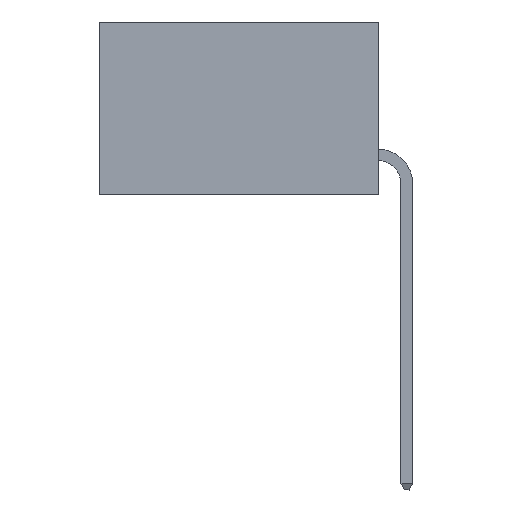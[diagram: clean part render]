
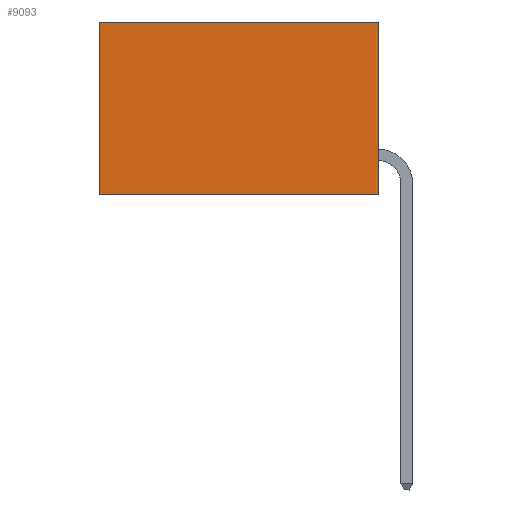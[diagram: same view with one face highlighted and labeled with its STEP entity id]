
A CAD part, left-side view. The second image highlights one B-rep face of the part: STEP entity #9093.
In plain terms, the highlighted planar face has unit normal (-1, 0, 0).
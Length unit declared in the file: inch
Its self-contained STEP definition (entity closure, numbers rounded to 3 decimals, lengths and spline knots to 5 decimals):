
#814 = EDGE_LOOP ( 'NONE', ( #5710, #9890, #10478, #11764 ) ) ;
#1609 = CARTESIAN_POINT ( 'NONE',  ( 0.298, 0.6, 0. ) ) ;
#2177 = LINE ( 'NONE', #4682, #9718 ) ;
#2918 = VERTEX_POINT ( 'NONE', #13042 ) ;
#2924 = DIRECTION ( 'NONE',  ( 0., 0., -1. ) ) ;
#2944 = CARTESIAN_POINT ( 'NONE',  ( 0.298, 0., 0. ) ) ;
#4213 = LINE ( 'NONE', #1609, #11359 ) ;
#4227 = CARTESIAN_POINT ( 'NONE',  ( 0.298, 0., -0.37 ) ) ;
#4682 = CARTESIAN_POINT ( 'NONE',  ( 0.298, 0., 0. ) ) ;
#4948 = FACE_OUTER_BOUND ( 'NONE', #814, .T. ) ;
#5026 = VECTOR ( 'NONE', #5370, 39.37008 ) ;
#5370 = DIRECTION ( 'NONE',  ( 0., 1., 0. ) ) ;
#5387 = DIRECTION ( 'NONE',  ( 1., 0., 0. ) ) ;
#5710 = ORIENTED_EDGE ( 'NONE', *, *, #8829, .T. ) ;
#6169 = LINE ( 'NONE', #4227, #5026 ) ;
#7117 = EDGE_CURVE ( 'NONE', #9610, #2918, #2177, .T. ) ;
#7713 = PLANE ( 'NONE',  #15261 ) ;
#8013 = VERTEX_POINT ( 'NONE', #14279 ) ;
#8587 = VERTEX_POINT ( 'NONE', #10088 ) ;
#8829 = EDGE_CURVE ( 'NONE', #8013, #8587, #4213, .T. ) ;
#8985 = CARTESIAN_POINT ( 'NONE',  ( 0.298, 0., 0. ) ) ;
#9093 = ADVANCED_FACE ( 'NONE', ( #4948 ), #7713, .F. ) ;
#9165 = CARTESIAN_POINT ( 'NONE',  ( 0.298, 0., 0. ) ) ;
#9610 = VERTEX_POINT ( 'NONE', #9165 ) ;
#9718 = VECTOR ( 'NONE', #10765, 39.37008 ) ;
#9890 = ORIENTED_EDGE ( 'NONE', *, *, #13158, .F. ) ;
#10088 = CARTESIAN_POINT ( 'NONE',  ( 0.298, 0.6, -0.37 ) ) ;
#10478 = ORIENTED_EDGE ( 'NONE', *, *, #7117, .F. ) ;
#10765 = DIRECTION ( 'NONE',  ( 0., 0., -1. ) ) ;
#10841 = EDGE_CURVE ( 'NONE', #9610, #8013, #15339, .T. ) ;
#11359 = VECTOR ( 'NONE', #11366, 39.37008 ) ;
#11366 = DIRECTION ( 'NONE',  ( 0., 0., -1. ) ) ;
#11509 = VECTOR ( 'NONE', #12368, 39.37008 ) ;
#11764 = ORIENTED_EDGE ( 'NONE', *, *, #10841, .T. ) ;
#12368 = DIRECTION ( 'NONE',  ( 0., 1., 0. ) ) ;
#13042 = CARTESIAN_POINT ( 'NONE',  ( 0.298, 0., -0.37 ) ) ;
#13158 = EDGE_CURVE ( 'NONE', #2918, #8587, #6169, .T. ) ;
#14279 = CARTESIAN_POINT ( 'NONE',  ( 0.298, 0.6, 0. ) ) ;
#15261 = AXIS2_PLACEMENT_3D ( 'NONE', #8985, #5387, #2924 ) ;
#15339 = LINE ( 'NONE', #2944, #11509 ) ;
